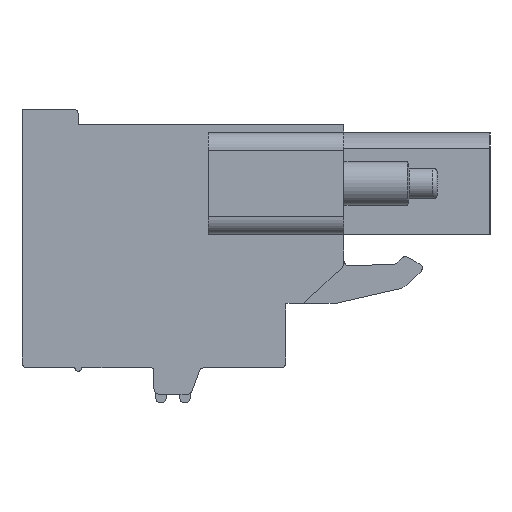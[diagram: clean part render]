
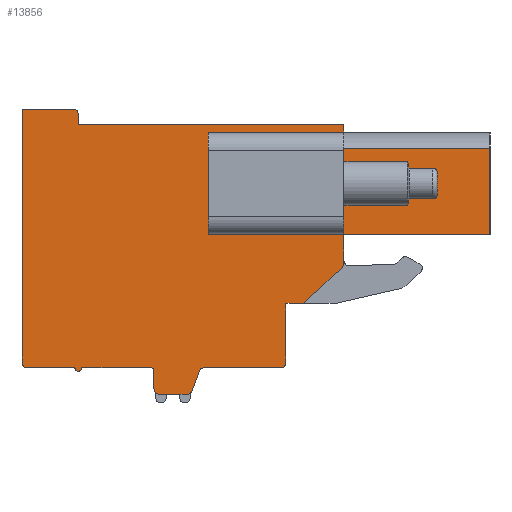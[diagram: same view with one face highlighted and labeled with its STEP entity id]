
A CAD part, left-side view. The second image highlights one B-rep face of the part: STEP entity #13856.
In plain terms, the highlighted planar face has unit normal (-1, 0, 0).
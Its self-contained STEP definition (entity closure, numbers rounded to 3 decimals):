
#1=DIRECTION('',(0.,0.,-1.));
#2=VECTOR('',#1,1.325);
#3=CARTESIAN_POINT('',(0.,-5.66,6.96));
#4=LINE('',#3,#2);
#5=DIRECTION('',(0.,1.,0.));
#6=VECTOR('',#5,8.3);
#7=CARTESIAN_POINT('',(0.,-13.96,5.635));
#8=LINE('',#7,#6);
#9=DIRECTION('',(0.,1.,0.));
#10=VECTOR('',#9,8.3);
#11=CARTESIAN_POINT('',(0.,-13.96,0.73));
#12=LINE('',#11,#10);
#13=DIRECTION('',(0.,0.,-1.));
#14=VECTOR('',#13,1.64);
#15=CARTESIAN_POINT('',(0.,-5.66,0.73));
#16=LINE('',#15,#14);
#17=CARTESIAN_POINT('',(0.,-5.36,-0.91));
#18=DIRECTION('',(1.,0.,0.));
#19=DIRECTION('',(0.,-1.,0.));
#20=AXIS2_PLACEMENT_3D('',#17,#18,#19);
#22=DIRECTION('',(0.,0.731,-0.683));
#23=VECTOR('',#22,3.018);
#24=CARTESIAN_POINT('',(0.,-5.565,-1.129));
#25=LINE('',#24,#23);
#26=DIRECTION('',(0.,1.,0.));
#27=VECTOR('',#26,1.);
#28=CARTESIAN_POINT('',(0.,-3.36,-3.19));
#29=LINE('',#28,#27);
#30=DIRECTION('',(0.,0.,-1.));
#31=VECTOR('',#30,0.5);
#32=CARTESIAN_POINT('',(0.,-2.36,-3.19));
#33=LINE('',#32,#31);
#34=DIRECTION('',(0.,0.,-1.));
#35=VECTOR('',#34,2.35);
#36=CARTESIAN_POINT('',(0.,-2.36,-3.69));
#37=LINE('',#36,#35);
#38=DIRECTION('',(0.,0.,-1.));
#39=VECTOR('',#38,0.5);
#40=CARTESIAN_POINT('',(0.,-2.36,-6.04));
#41=LINE('',#40,#39);
#42=CARTESIAN_POINT('',(0.,-2.06,-6.54));
#43=DIRECTION('',(1.,0.,0.));
#44=DIRECTION('',(0.,-1.,0.));
#45=AXIS2_PLACEMENT_3D('',#42,#43,#44);
#47=DIRECTION('',(0.,1.,0.));
#48=VECTOR('',#47,4.34);
#49=CARTESIAN_POINT('',(0.,-2.06,-6.84));
#50=LINE('',#49,#48);
#51=CARTESIAN_POINT('',(0.,2.28,-7.14));
#52=DIRECTION('',(-1.,0.,0.));
#53=DIRECTION('',(0.,0.,1.));
#54=AXIS2_PLACEMENT_3D('',#51,#52,#53);
#56=DIRECTION('',(0.,0.345,-0.939));
#57=VECTOR('',#56,1.179);
#58=CARTESIAN_POINT('',(0.,2.562,-7.037));
#59=LINE('',#58,#57);
#60=CARTESIAN_POINT('',(0.,3.25,-8.04));
#61=DIRECTION('',(1.,0.,0.));
#62=DIRECTION('',(0.,-0.939,-0.345));
#63=AXIS2_PLACEMENT_3D('',#60,#61,#62);
#65=DIRECTION('',(0.,1.,0.));
#66=VECTOR('',#65,1.59);
#67=CARTESIAN_POINT('',(0.,3.25,-8.34));
#68=LINE('',#67,#66);
#69=CARTESIAN_POINT('',(0.,4.84,-8.04));
#70=DIRECTION('',(1.,0.,0.));
#71=DIRECTION('',(0.,0.,-1.));
#72=AXIS2_PLACEMENT_3D('',#69,#70,#71);
#74=DIRECTION('',(0.,0.,1.));
#75=VECTOR('',#74,1.);
#76=CARTESIAN_POINT('',(0.,5.14,-8.04));
#77=LINE('',#76,#75);
#78=CARTESIAN_POINT('',(0.,5.34,-7.04));
#79=DIRECTION('',(-1.,0.,0.));
#80=DIRECTION('',(0.,-1.,0.));
#81=AXIS2_PLACEMENT_3D('',#78,#79,#80);
#83=DIRECTION('',(0.,1.,0.));
#84=VECTOR('',#83,3.9);
#85=CARTESIAN_POINT('',(0.,5.34,-6.84));
#86=LINE('',#85,#84);
#87=CARTESIAN_POINT('',(0.,9.44,-6.84));
#88=DIRECTION('',(1.,0.,0.));
#89=DIRECTION('',(0.,-1.,0.));
#90=AXIS2_PLACEMENT_3D('',#87,#88,#89);
#92=DIRECTION('',(0.,1.,0.));
#93=VECTOR('',#92,2.7);
#94=CARTESIAN_POINT('',(0.,9.64,-6.84));
#95=LINE('',#94,#93);
#96=CARTESIAN_POINT('',(0.,12.34,-6.54));
#97=DIRECTION('',(1.,0.,0.));
#98=DIRECTION('',(0.,0.,-1.));
#99=AXIS2_PLACEMENT_3D('',#96,#97,#98);
#101=DIRECTION('',(0.,0.,1.));
#102=VECTOR('',#101,0.5);
#103=CARTESIAN_POINT('',(0.,12.64,-6.54));
#104=LINE('',#103,#102);
#105=DIRECTION('',(0.,0.,1.));
#106=VECTOR('',#105,13.9);
#107=CARTESIAN_POINT('',(0.,12.64,-6.04));
#108=LINE('',#107,#106);
#109=DIRECTION('',(0.,-1.,0.));
#110=VECTOR('',#109,2.9);
#111=CARTESIAN_POINT('',(0.,12.64,7.86));
#112=LINE('',#111,#110);
#113=CARTESIAN_POINT('',(0.,9.74,7.56));
#114=DIRECTION('',(1.,0.,0.));
#115=DIRECTION('',(0.,0.,1.));
#116=AXIS2_PLACEMENT_3D('',#113,#114,#115);
#118=DIRECTION('',(0.,0.,-1.));
#119=VECTOR('',#118,0.6);
#120=CARTESIAN_POINT('',(0.,9.44,7.56));
#121=LINE('',#120,#119);
#122=DIRECTION('',(0.,-1.,0.));
#123=VECTOR('',#122,15.1);
#124=CARTESIAN_POINT('',(0.,9.44,6.96));
#125=LINE('',#124,#123);
#126=DIRECTION('',(0.,-1.,0.));
#127=VECTOR('',#126,6.1);
#128=CARTESIAN_POINT('',(0.,2.04,0.73));
#129=LINE('',#128,#127);
#130=DIRECTION('',(0.,0.,1.));
#131=VECTOR('',#130,5.8);
#132=CARTESIAN_POINT('',(0.,-4.06,0.73));
#133=LINE('',#132,#131);
#134=DIRECTION('',(0.,1.,0.));
#135=VECTOR('',#134,6.1);
#136=CARTESIAN_POINT('',(0.,-4.06,6.53));
#137=LINE('',#136,#135);
#8495=DIRECTION('',(0.,0.,1.));
#8496=VECTOR('',#8495,4.905);
#8497=CARTESIAN_POINT('',(0.,-13.96,0.73));
#8498=LINE('',#8497,#8496);
#10238=DIRECTION('',(0.,0.,1.));
#10239=VECTOR('',#10238,5.8);
#10240=CARTESIAN_POINT('',(0.,2.04,0.73));
#10241=LINE('',#10240,#10239);
#10499=CARTESIAN_POINT('',(0.,12.34,-6.84));
#10500=CARTESIAN_POINT('',(0.,12.64,-6.54));
#10501=VERTEX_POINT('',#10499);
#10502=VERTEX_POINT('',#10500);
#10503=CARTESIAN_POINT('',(0.,12.64,-6.04));
#10504=VERTEX_POINT('',#10503);
#10505=CARTESIAN_POINT('',(0.,12.64,7.86));
#10506=VERTEX_POINT('',#10505);
#10507=CARTESIAN_POINT('',(0.,9.74,7.86));
#10508=VERTEX_POINT('',#10507);
#10509=CARTESIAN_POINT('',(0.,9.44,7.56));
#10510=VERTEX_POINT('',#10509);
#10511=CARTESIAN_POINT('',(0.,9.44,6.96));
#10512=VERTEX_POINT('',#10511);
#10513=CARTESIAN_POINT('',(0.,-5.66,6.96));
#10514=VERTEX_POINT('',#10513);
#10515=CARTESIAN_POINT('',(0.,-5.66,-0.91));
#10516=CARTESIAN_POINT('',(0.,-5.565,-1.129));
#10517=VERTEX_POINT('',#10515);
#10518=VERTEX_POINT('',#10516);
#10519=CARTESIAN_POINT('',(0.,-3.36,-3.19));
#10520=VERTEX_POINT('',#10519);
#10521=CARTESIAN_POINT('',(0.,-2.36,-3.19));
#10522=VERTEX_POINT('',#10521);
#10523=CARTESIAN_POINT('',(0.,-2.36,-3.69));
#10524=VERTEX_POINT('',#10523);
#10525=CARTESIAN_POINT('',(0.,-2.36,-6.04));
#10526=VERTEX_POINT('',#10525);
#10527=CARTESIAN_POINT('',(0.,-2.36,-6.54));
#10528=VERTEX_POINT('',#10527);
#10529=CARTESIAN_POINT('',(0.,-2.06,-6.84));
#10530=VERTEX_POINT('',#10529);
#10531=CARTESIAN_POINT('',(0.,2.28,-6.84));
#10532=VERTEX_POINT('',#10531);
#10533=CARTESIAN_POINT('',(0.,2.562,-7.037));
#10534=VERTEX_POINT('',#10533);
#10535=CARTESIAN_POINT('',(0.,2.968,-8.143));
#10536=VERTEX_POINT('',#10535);
#10537=CARTESIAN_POINT('',(0.,3.25,-8.34));
#10538=VERTEX_POINT('',#10537);
#10539=CARTESIAN_POINT('',(0.,4.84,-8.34));
#10540=VERTEX_POINT('',#10539);
#10541=CARTESIAN_POINT('',(0.,5.14,-8.04));
#10542=VERTEX_POINT('',#10541);
#10543=CARTESIAN_POINT('',(0.,5.14,-7.04));
#10544=VERTEX_POINT('',#10543);
#10545=CARTESIAN_POINT('',(0.,5.34,-6.84));
#10546=VERTEX_POINT('',#10545);
#10547=CARTESIAN_POINT('',(0.,9.24,-6.84));
#10548=VERTEX_POINT('',#10547);
#10549=CARTESIAN_POINT('',(0.,9.64,-6.84));
#10550=VERTEX_POINT('',#10549);
#10627=CARTESIAN_POINT('',(0.,-13.96,0.73));
#10628=VERTEX_POINT('',#10627);
#10629=CARTESIAN_POINT('',(0.,-5.66,0.73));
#10630=VERTEX_POINT('',#10629);
#10855=CARTESIAN_POINT('',(0.,-13.96,5.635));
#10857=VERTEX_POINT('',#10855);
#13615=CARTESIAN_POINT('',(0.,2.04,0.73));
#13616=CARTESIAN_POINT('',(0.,2.04,6.53));
#13617=VERTEX_POINT('',#13615);
#13618=VERTEX_POINT('',#13616);
#13623=CARTESIAN_POINT('',(0.,-4.06,0.73));
#13625=VERTEX_POINT('',#13623);
#13627=CARTESIAN_POINT('',(0.,-4.06,6.53));
#13629=VERTEX_POINT('',#13627);
#13631=CARTESIAN_POINT('',(0.,-5.66,5.635));
#13632=VERTEX_POINT('',#13631);
#13779=CARTESIAN_POINT('',(0.,0.,0.));
#13780=DIRECTION('',(1.,0.,0.));
#13781=DIRECTION('',(0.,-1.,0.));
#13782=AXIS2_PLACEMENT_3D('',#13779,#13780,#13781);
#13783=PLANE('',#13782);
#13785=ORIENTED_EDGE('',*,*,#13784,.T.);
#13787=ORIENTED_EDGE('',*,*,#13786,.F.);
#13789=ORIENTED_EDGE('',*,*,#13788,.F.);
#13791=ORIENTED_EDGE('',*,*,#13790,.T.);
#13793=ORIENTED_EDGE('',*,*,#13792,.T.);
#13795=ORIENTED_EDGE('',*,*,#13794,.T.);
#13797=ORIENTED_EDGE('',*,*,#13796,.T.);
#13799=ORIENTED_EDGE('',*,*,#13798,.T.);
#13801=ORIENTED_EDGE('',*,*,#13800,.T.);
#13803=ORIENTED_EDGE('',*,*,#13802,.T.);
#13805=ORIENTED_EDGE('',*,*,#13804,.T.);
#13807=ORIENTED_EDGE('',*,*,#13806,.T.);
#13809=ORIENTED_EDGE('',*,*,#13808,.T.);
#13811=ORIENTED_EDGE('',*,*,#13810,.T.);
#13813=ORIENTED_EDGE('',*,*,#13812,.T.);
#13815=ORIENTED_EDGE('',*,*,#13814,.T.);
#13817=ORIENTED_EDGE('',*,*,#13816,.T.);
#13819=ORIENTED_EDGE('',*,*,#13818,.T.);
#13821=ORIENTED_EDGE('',*,*,#13820,.T.);
#13823=ORIENTED_EDGE('',*,*,#13822,.T.);
#13825=ORIENTED_EDGE('',*,*,#13824,.T.);
#13827=ORIENTED_EDGE('',*,*,#13826,.T.);
#13829=ORIENTED_EDGE('',*,*,#13828,.T.);
#13831=ORIENTED_EDGE('',*,*,#13830,.T.);
#13833=ORIENTED_EDGE('',*,*,#13832,.T.);
#13835=ORIENTED_EDGE('',*,*,#13834,.T.);
#13837=ORIENTED_EDGE('',*,*,#13836,.T.);
#13839=ORIENTED_EDGE('',*,*,#13838,.T.);
#13841=ORIENTED_EDGE('',*,*,#13840,.T.);
#13843=ORIENTED_EDGE('',*,*,#13842,.T.);
#13844=EDGE_LOOP('',(#13785,#13787,#13789,#13791,#13793,#13795,#13797,#13799,
#13801,#13803,#13805,#13807,#13809,#13811,#13813,#13815,#13817,#13819,#13821,
#13823,#13825,#13827,#13829,#13831,#13833,#13835,#13837,#13839,#13841,#13843));
#13845=FACE_OUTER_BOUND('',#13844,.F.);
#13847=ORIENTED_EDGE('',*,*,#13846,.T.);
#13849=ORIENTED_EDGE('',*,*,#13848,.T.);
#13851=ORIENTED_EDGE('',*,*,#13850,.T.);
#13853=ORIENTED_EDGE('',*,*,#13852,.F.);
#13854=EDGE_LOOP('',(#13847,#13849,#13851,#13853));
#13855=FACE_BOUND('',#13854,.F.);
#13856=ADVANCED_FACE('',(#13845,#13855),#13783,.F.);
#21=CIRCLE('',#20,0.3);
#46=CIRCLE('',#45,0.3);
#55=CIRCLE('',#54,0.3);
#64=CIRCLE('',#63,0.3);
#73=CIRCLE('',#72,0.3);
#82=CIRCLE('',#81,0.2);
#91=CIRCLE('',#90,0.2);
#100=CIRCLE('',#99,0.3);
#117=CIRCLE('',#116,0.3);
#13784=EDGE_CURVE('',#10514,#13632,#4,.T.);
#13786=EDGE_CURVE('',#10857,#13632,#8,.T.);
#13788=EDGE_CURVE('',#10628,#10857,#8498,.T.);
#13790=EDGE_CURVE('',#10628,#10630,#12,.T.);
#13792=EDGE_CURVE('',#10630,#10517,#16,.T.);
#13794=EDGE_CURVE('',#10517,#10518,#21,.T.);
#13796=EDGE_CURVE('',#10518,#10520,#25,.T.);
#13798=EDGE_CURVE('',#10520,#10522,#29,.T.);
#13800=EDGE_CURVE('',#10522,#10524,#33,.T.);
#13802=EDGE_CURVE('',#10524,#10526,#37,.T.);
#13804=EDGE_CURVE('',#10526,#10528,#41,.T.);
#13806=EDGE_CURVE('',#10528,#10530,#46,.T.);
#13808=EDGE_CURVE('',#10530,#10532,#50,.T.);
#13810=EDGE_CURVE('',#10532,#10534,#55,.T.);
#13812=EDGE_CURVE('',#10534,#10536,#59,.T.);
#13814=EDGE_CURVE('',#10536,#10538,#64,.T.);
#13816=EDGE_CURVE('',#10538,#10540,#68,.T.);
#13818=EDGE_CURVE('',#10540,#10542,#73,.T.);
#13820=EDGE_CURVE('',#10542,#10544,#77,.T.);
#13822=EDGE_CURVE('',#10544,#10546,#82,.T.);
#13824=EDGE_CURVE('',#10546,#10548,#86,.T.);
#13826=EDGE_CURVE('',#10548,#10550,#91,.T.);
#13828=EDGE_CURVE('',#10550,#10501,#95,.T.);
#13830=EDGE_CURVE('',#10501,#10502,#100,.T.);
#13832=EDGE_CURVE('',#10502,#10504,#104,.T.);
#13834=EDGE_CURVE('',#10504,#10506,#108,.T.);
#13836=EDGE_CURVE('',#10506,#10508,#112,.T.);
#13838=EDGE_CURVE('',#10508,#10510,#117,.T.);
#13840=EDGE_CURVE('',#10510,#10512,#121,.T.);
#13842=EDGE_CURVE('',#10512,#10514,#125,.T.);
#13846=EDGE_CURVE('',#13617,#13625,#129,.T.);
#13848=EDGE_CURVE('',#13625,#13629,#133,.T.);
#13850=EDGE_CURVE('',#13629,#13618,#137,.T.);
#13852=EDGE_CURVE('',#13617,#13618,#10241,.T.);
